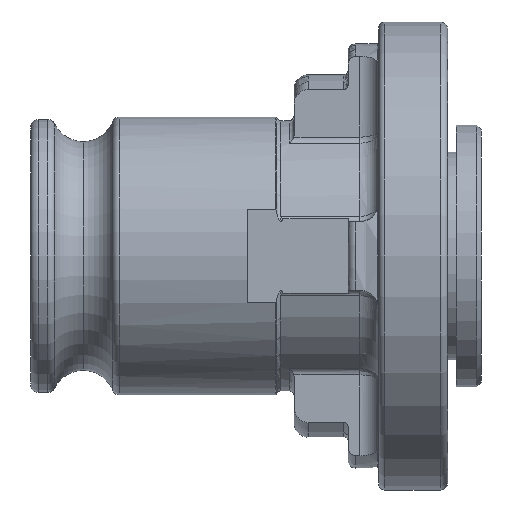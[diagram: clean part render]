
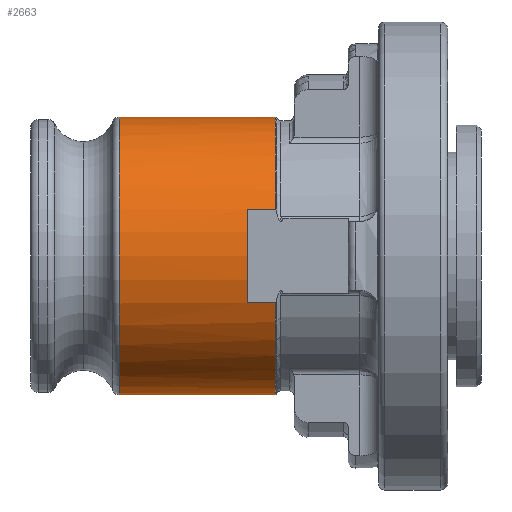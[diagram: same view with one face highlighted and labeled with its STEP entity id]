
A CAD part, front view. The second image highlights one B-rep face of the part: STEP entity #2663.
In plain terms, the highlighted cylindrical face has radius 9.5 mm (diameter 19 mm), a partial arc.
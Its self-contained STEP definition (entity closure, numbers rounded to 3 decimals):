
#252 = ORIENTED_EDGE ( 'NONE', *, *, #2934, .F. ) ;
#253 = ORIENTED_EDGE ( 'NONE', *, *, #2779, .T. ) ;
#254 = ORIENTED_EDGE ( 'NONE', *, *, #2780, .F. ) ;
#255 = ORIENTED_EDGE ( 'NONE', *, *, #2781, .F. ) ;
#256 = ORIENTED_EDGE ( 'NONE', *, *, #2782, .F. ) ;
#257 = ORIENTED_EDGE ( 'NONE', *, *, #610, .T. ) ;
#258 = ORIENTED_EDGE ( 'NONE', *, *, #2933, .T. ) ;
#259 = ORIENTED_EDGE ( 'NONE', *, *, #2783, .F. ) ;
#561 = EDGE_LOOP ( 'NONE', ( #252, #253, #254, #255, #256, #257, #258, #259 ) ) ;
#610 = EDGE_CURVE ( 'NONE', #1131, #1127, #1279, .T. ) ;
#632 = AXIS2_PLACEMENT_3D ( 'NONE', #3499, #3502, #3503 ) ;
#1102 = VERTEX_POINT ( 'NONE', #3383 ) ;
#1113 = VERTEX_POINT ( 'NONE', #3511 ) ;
#1127 = VERTEX_POINT ( 'NONE', #3448 ) ;
#1131 = VERTEX_POINT ( 'NONE', #3443 ) ;
#1132 = VERTEX_POINT ( 'NONE', #3442 ) ;
#1214 = VERTEX_POINT ( 'NONE', #6619 ) ;
#1217 = VERTEX_POINT ( 'NONE', #6593 ) ;
#1222 = VERTEX_POINT ( 'NONE', #6581 ) ;
#1279 = CIRCLE ( 'NONE', #632, 9.5 ) ;
#2663 = ADVANCED_FACE ( 'NONE', ( #4589 ), #4594, .T. ) ;
#2779 = EDGE_CURVE ( 'NONE', #1132, #1222, #6270, .T. ) ;
#2780 = EDGE_CURVE ( 'NONE', #1217, #1222, #6272, .T. ) ;
#2781 = EDGE_CURVE ( 'NONE', #1214, #1217, #6273, .T. ) ;
#2782 = EDGE_CURVE ( 'NONE', #1131, #1214, #6266, .T. ) ;
#2783 = EDGE_CURVE ( 'NONE', #1113, #1102, #6276, .T. ) ;
#2933 = EDGE_CURVE ( 'NONE', #1127, #1102, #6450, .T. ) ;
#2934 = EDGE_CURVE ( 'NONE', #1132, #1113, #6451, .T. ) ;
#3383 = CARTESIAN_POINT ( 'NONE',  ( 6.063, 0., 9.5 ) ) ;
#3442 = CARTESIAN_POINT ( 'NONE',  ( 16.727, 0., -9.5 ) ) ;
#3443 = CARTESIAN_POINT ( 'NONE',  ( 16.727, -8.95, 3.186 ) ) ;
#3448 = CARTESIAN_POINT ( 'NONE',  ( 16.727, 0., 9.5 ) ) ;
#3499 = CARTESIAN_POINT ( 'NONE',  ( 16.727, 0., 0. ) ) ;
#3502 = DIRECTION ( 'NONE',  ( -1., 0., 0. ) ) ;
#3503 = DIRECTION ( 'NONE',  ( 0., 0., 1. ) ) ;
#3511 = CARTESIAN_POINT ( 'NONE',  ( 6.063, 0., -9.5 ) ) ;
#4271 = AXIS2_PLACEMENT_3D ( 'NONE', #4751, #4752, #4743 ) ;
#4368 = AXIS2_PLACEMENT_3D ( 'NONE', #5458, #5459, #5460 ) ;
#4369 = AXIS2_PLACEMENT_3D ( 'NONE', #5463, #5464, #5465 ) ;
#4370 = AXIS2_PLACEMENT_3D ( 'NONE', #5468, #5469, #5470 ) ;
#4589 = FACE_OUTER_BOUND ( 'NONE', #561, .T. ) ;
#4594 = CYLINDRICAL_SURFACE ( 'NONE', #4271, 9.5 ) ;
#4743 = DIRECTION ( 'NONE',  ( 0., 0., 1. ) ) ;
#4751 = CARTESIAN_POINT ( 'NONE',  ( -29.89, 0., 0. ) ) ;
#4752 = DIRECTION ( 'NONE',  ( -1., 0., 0. ) ) ;
#5451 = DIRECTION ( 'NONE',  ( 1., 0., 0. ) ) ;
#5452 = CARTESIAN_POINT ( 'NONE',  ( -29.89, -8.95, -3.186 ) ) ;
#5457 = DIRECTION ( 'NONE',  ( -1., 0., 0. ) ) ;
#5458 = CARTESIAN_POINT ( 'NONE',  ( 16.727, 0., 0. ) ) ;
#5459 = DIRECTION ( 'NONE',  ( -1., 0., 0. ) ) ;
#5460 = DIRECTION ( 'NONE',  ( 0., 0., 1. ) ) ;
#5462 = CARTESIAN_POINT ( 'NONE',  ( -29.89, -8.95, 3.186 ) ) ;
#5463 = CARTESIAN_POINT ( 'NONE',  ( 14.8, 0., 0. ) ) ;
#5464 = DIRECTION ( 'NONE',  ( 1., 0., 0. ) ) ;
#5465 = DIRECTION ( 'NONE',  ( 0., 0., -1. ) ) ;
#5468 = CARTESIAN_POINT ( 'NONE',  ( 6.063, 0., 0. ) ) ;
#5469 = DIRECTION ( 'NONE',  ( -1., 0., 0. ) ) ;
#5470 = DIRECTION ( 'NONE',  ( 0., 0., 1. ) ) ;
#6017 = DIRECTION ( 'NONE',  ( -1., 0., 0. ) ) ;
#6018 = CARTESIAN_POINT ( 'NONE',  ( -29.89, 0., 9.5 ) ) ;
#6028 = CARTESIAN_POINT ( 'NONE',  ( -29.89, 0., -9.5 ) ) ;
#6029 = DIRECTION ( 'NONE',  ( -1., 0., 0. ) ) ;
#6266 = LINE ( 'NONE', #5462, #6277 ) ;
#6270 = CIRCLE ( 'NONE', #4368, 9.5 ) ;
#6272 = LINE ( 'NONE', #5452, #6274 ) ;
#6273 = CIRCLE ( 'NONE', #4369, 9.5 ) ;
#6274 = VECTOR ( 'NONE', #5451, 1000. ) ;
#6276 = CIRCLE ( 'NONE', #4370, 9.5 ) ;
#6277 = VECTOR ( 'NONE', #5457, 1000. ) ;
#6450 = LINE ( 'NONE', #6018, #6452 ) ;
#6451 = LINE ( 'NONE', #6028, #6454 ) ;
#6452 = VECTOR ( 'NONE', #6017, 1000. ) ;
#6454 = VECTOR ( 'NONE', #6029, 1000. ) ;
#6581 = CARTESIAN_POINT ( 'NONE',  ( 16.727, -8.95, -3.186 ) ) ;
#6593 = CARTESIAN_POINT ( 'NONE',  ( 14.8, -8.95, -3.186 ) ) ;
#6619 = CARTESIAN_POINT ( 'NONE',  ( 14.8, -8.95, 3.186 ) ) ;
